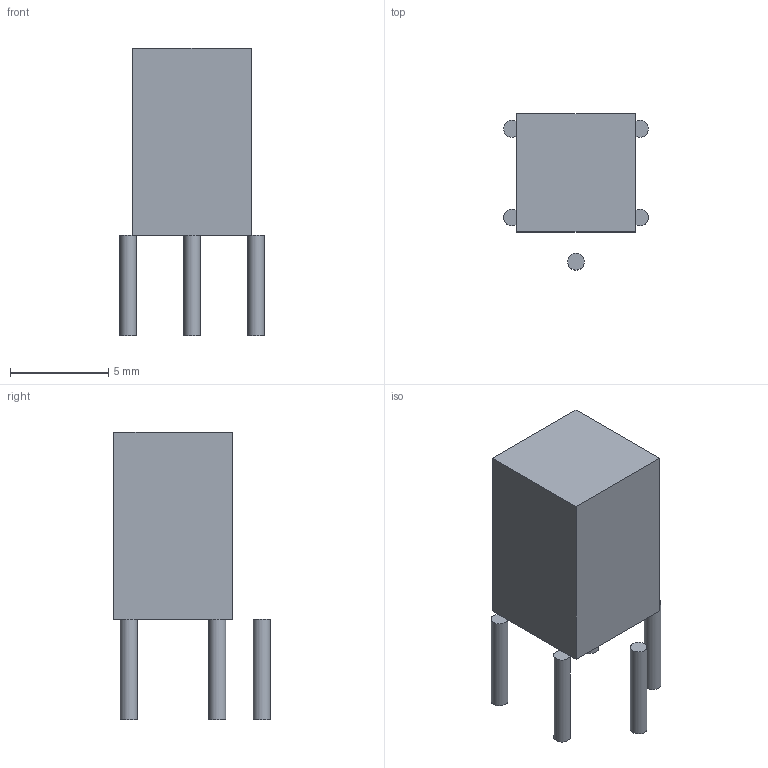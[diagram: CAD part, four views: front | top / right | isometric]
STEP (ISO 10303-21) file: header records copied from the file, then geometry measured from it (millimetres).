
FILE_DESCRIPTION(('FreeCAD Model'),'2;1');
FILE_NAME('382643.1.1.stp','2020-04-08T17:01:33',( 'Author'),(''),'Open CASCADE STEP processor 6.9','FreeCAD','Unknown' );
FILE_SCHEMA(('AUTOMOTIVE_DESIGN { 1 0 10303 214 1 1 1 1 }'));
Length unit declared in the file: millimetre
Products named in the file (3): ASSEMBLY; Body; Leads
Assembly tree (6 placements, depth 2):
  ASSEMBLY
    Body
    Leads  x5
Bounding box: 7.35 x 7.92 x 14.6 mm (x, y, z)
Volume: 414.3 mm3; surface area: 668.8 mm2
Topology: 26 solids, 26 shells, 81 faces, 87 edges, 58 vertices
Faces by surface type: plane 56, cylinder 25
Full cylindrical faces by diameter (mm): 0.85 x25
Entity records: 908 total; most frequent: DIRECTION 147, CARTESIAN_POINT 127, LINE 61, VECTOR 61, ORIENTED_EDGE 54, PCURVE 54, DEFINITIONAL_REPRESENTATION 54, AXIS2_PLACEMENT_3D 38
